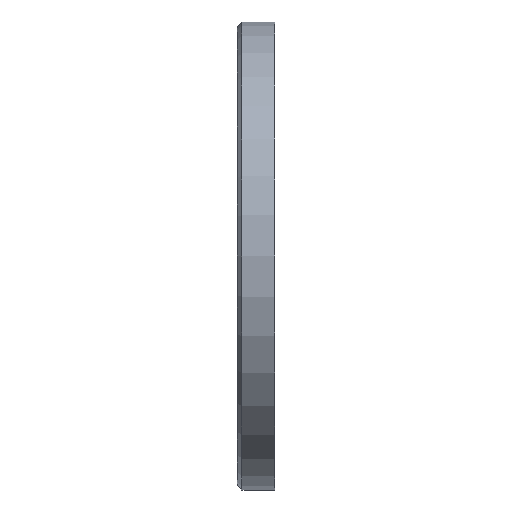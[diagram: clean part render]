
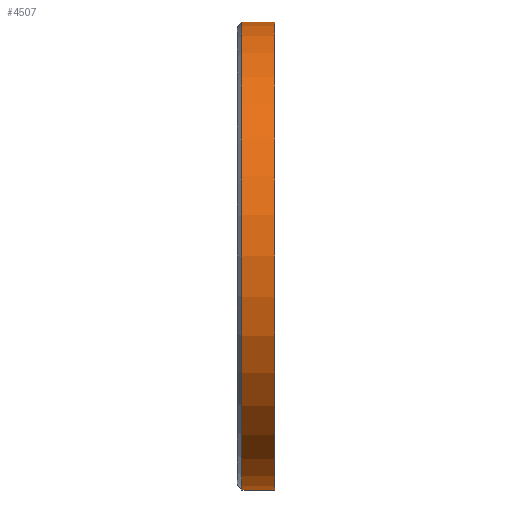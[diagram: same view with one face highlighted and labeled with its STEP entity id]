
A CAD part, left-side view. The second image highlights one B-rep face of the part: STEP entity #4507.
In plain terms, the highlighted cylindrical face has radius 50 mm (diameter 100 mm), a partial arc.
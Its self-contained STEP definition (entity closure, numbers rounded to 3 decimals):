
#392 = EDGE_LOOP ( 'NONE', ( #5077, #2595, #7387, #6779 ) ) ;
#1032 = VECTOR ( 'NONE', #1653, 1000. ) ;
#1352 = EDGE_CURVE ( 'NONE', #2219, #5137, #14208, .T. ) ;
#1653 = DIRECTION ( 'NONE',  ( 0., -1., 0. ) ) ;
#1862 = CYLINDRICAL_SURFACE ( 'NONE', #11698, 50. ) ;
#2219 = VERTEX_POINT ( 'NONE', #4209 ) ;
#2595 = ORIENTED_EDGE ( 'NONE', *, *, #1352, .T. ) ;
#2691 = VECTOR ( 'NONE', #4330, 1000. ) ;
#3155 = EDGE_CURVE ( 'NONE', #2219, #14255, #14772, .T. ) ;
#3746 = DIRECTION ( 'NONE',  ( 0., 0., -1. ) ) ;
#4209 = CARTESIAN_POINT ( 'NONE',  ( 0., 7., 50. ) ) ;
#4311 = CARTESIAN_POINT ( 'NONE',  ( 0., 7., -50. ) ) ;
#4330 = DIRECTION ( 'NONE',  ( 0., -1., 0. ) ) ;
#4507 = ADVANCED_FACE ( 'NONE', ( #11395 ), #1862, .T. ) ;
#4682 = DIRECTION ( 'NONE',  ( 0., 0., 1. ) ) ;
#5077 = ORIENTED_EDGE ( 'NONE', *, *, #3155, .F. ) ;
#5137 = VERTEX_POINT ( 'NONE', #4311 ) ;
#5836 = CARTESIAN_POINT ( 'NONE',  ( 0., 0., -50. ) ) ;
#6386 = CARTESIAN_POINT ( 'NONE',  ( 0., 8., 0. ) ) ;
#6779 = ORIENTED_EDGE ( 'NONE', *, *, #9290, .T. ) ;
#7387 = ORIENTED_EDGE ( 'NONE', *, *, #13373, .T. ) ;
#7786 = CARTESIAN_POINT ( 'NONE',  ( 0., 8., 50. ) ) ;
#7915 = CARTESIAN_POINT ( 'NONE',  ( 0., 8., -50. ) ) ;
#8214 = AXIS2_PLACEMENT_3D ( 'NONE', #9488, #8221, #4682 ) ;
#8221 = DIRECTION ( 'NONE',  ( 0., 1., 0. ) ) ;
#9290 = EDGE_CURVE ( 'NONE', #10987, #14255, #11320, .T. ) ;
#9488 = CARTESIAN_POINT ( 'NONE',  ( 0., 0., 0. ) ) ;
#10215 = AXIS2_PLACEMENT_3D ( 'NONE', #15759, #11047, #10938 ) ;
#10704 = LINE ( 'NONE', #7915, #2691 ) ;
#10938 = DIRECTION ( 'NONE',  ( 0., 0., 1. ) ) ;
#10987 = VERTEX_POINT ( 'NONE', #5836 ) ;
#11047 = DIRECTION ( 'NONE',  ( 0., -1., 0. ) ) ;
#11320 = CIRCLE ( 'NONE', #8214, 50. ) ;
#11395 = FACE_OUTER_BOUND ( 'NONE', #392, .T. ) ;
#11698 = AXIS2_PLACEMENT_3D ( 'NONE', #6386, #13740, #3746 ) ;
#11782 = CARTESIAN_POINT ( 'NONE',  ( 0., 0., 50. ) ) ;
#13373 = EDGE_CURVE ( 'NONE', #5137, #10987, #10704, .T. ) ;
#13740 = DIRECTION ( 'NONE',  ( 0., -1., 0. ) ) ;
#14208 = CIRCLE ( 'NONE', #10215, 50. ) ;
#14255 = VERTEX_POINT ( 'NONE', #11782 ) ;
#14772 = LINE ( 'NONE', #7786, #1032 ) ;
#15759 = CARTESIAN_POINT ( 'NONE',  ( 0., 7., 0. ) ) ;
